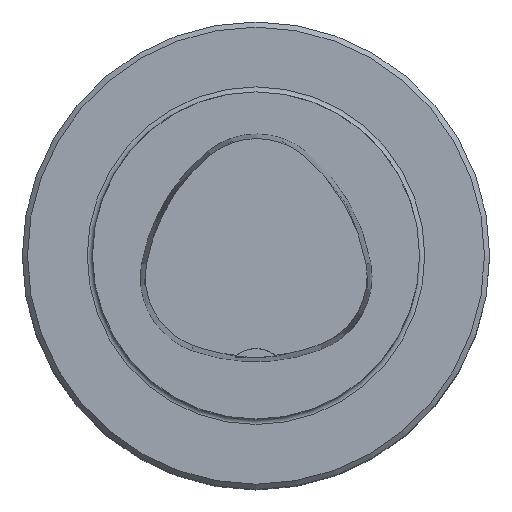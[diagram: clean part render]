
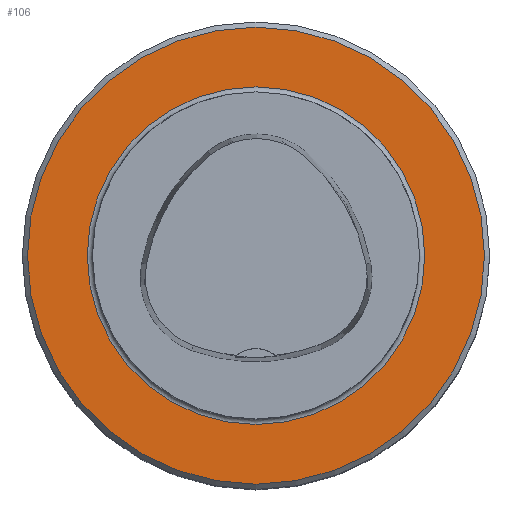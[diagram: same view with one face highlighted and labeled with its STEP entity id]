
A CAD part, top view. The second image highlights one B-rep face of the part: STEP entity #106.
In plain terms, the highlighted planar face has unit normal (0, 0, 1).
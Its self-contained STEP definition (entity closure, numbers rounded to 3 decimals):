
#48=PLANE('',#525);
#106=ADVANCED_FACE('AR_BY_CN_IB_SU_5',(#147,#148),#48,.F.);
#132=CIRCLE('',#521,44.);
#134=CIRCLE('',#524,32.5);
#147=FACE_BOUND('',#186,.T.);
#148=FACE_BOUND('',#187,.T.);
#186=EDGE_LOOP('',(#304));
#187=EDGE_LOOP('',(#305));
#304=ORIENTED_EDGE('',*,*,#404,.T.);
#305=ORIENTED_EDGE('',*,*,#402,.T.);
#347=VERTEX_POINT('',#800);
#349=VERTEX_POINT('',#805);
#402=EDGE_CURVE('',#347,#347,#132,.T.);
#404=EDGE_CURVE('',#349,#349,#134,.T.);
#521=AXIS2_PLACEMENT_3D('',#799,#660,#661);
#524=AXIS2_PLACEMENT_3D('',#804,#666,#667);
#525=AXIS2_PLACEMENT_3D('',#806,#668,#669);
#660=DIRECTION('',(0.,0.,1.));
#661=DIRECTION('',(1.,0.,0.));
#666=DIRECTION('',(0.,0.,-1.));
#667=DIRECTION('',(-1.,0.,0.));
#668=DIRECTION('',(0.,0.,-1.));
#669=DIRECTION('',(-1.,0.,0.));
#799=CARTESIAN_POINT('',(0.,0.,-23.));
#800=CARTESIAN_POINT('',(44.,0.,-23.));
#804=CARTESIAN_POINT('',(0.,0.,-23.));
#805=CARTESIAN_POINT('',(-32.5,0.,-23.));
#806=CARTESIAN_POINT('',(-44.,0.,-23.));
